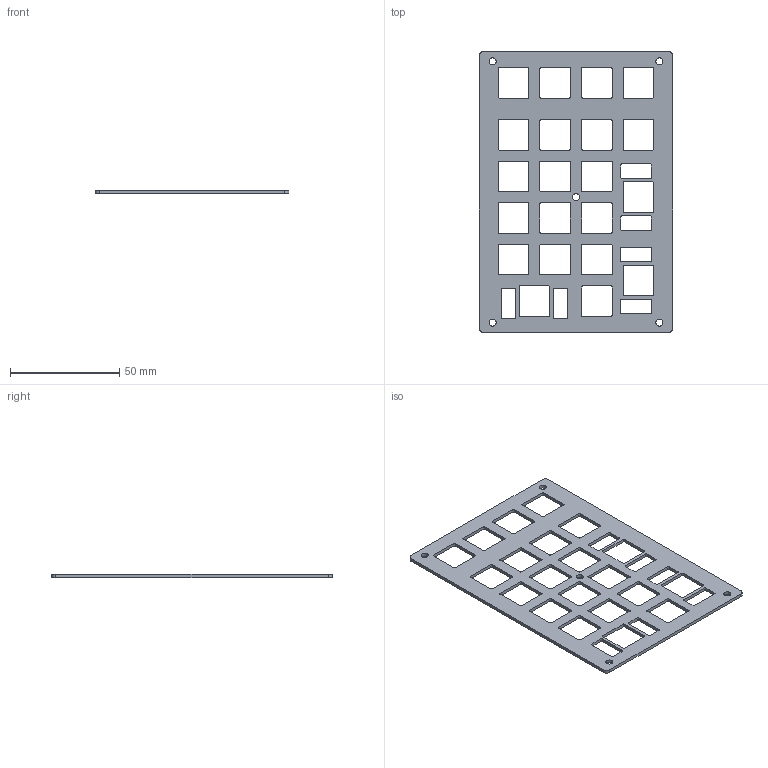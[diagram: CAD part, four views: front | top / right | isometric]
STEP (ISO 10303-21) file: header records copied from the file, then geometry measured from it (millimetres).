
FILE_DESCRIPTION(('KiCad electronic assembly'),'2;1');
FILE_NAME('DeltaForm_Top.step','2025-07-11T21:54:14',('Pcbnew'),('Kicad' ),'Open CASCADE STEP processor 7.8','KiCad to STEP converter', 'Unknown');
FILE_SCHEMA(('AUTOMOTIVE_DESIGN { 1 0 10303 214 1 1 1 1 }'));
Length unit declared in the file: millimetre
Products named in the file (2): DeltaForm_Top 1; DeltaForm_Top_PCB
Assembly tree (1 placements, depth 2):
  DeltaForm_Top 1
    DeltaForm_Top_PCB
Bounding box: 88.8 x 128.59 x 1.51 mm (x, y, z)
Volume: 10113.7 mm3; surface area: 16239.5 mm2
Topology: 1 solids, 1 shells, 231 faces, 687 edges, 458 vertices
Faces by surface type: cylinder 117, plane 114
Full cylindrical faces by diameter (mm): 3.2 x5
Entity records: 7980 total; most frequent: DIRECTION 1387, CARTESIAN_POINT 1378, ORIENTED_EDGE 1374, EDGE_CURVE 687, AXIS2_PLACEMENT_3D 467, VERTEX_POINT 458, LINE 453, VECTOR 453
